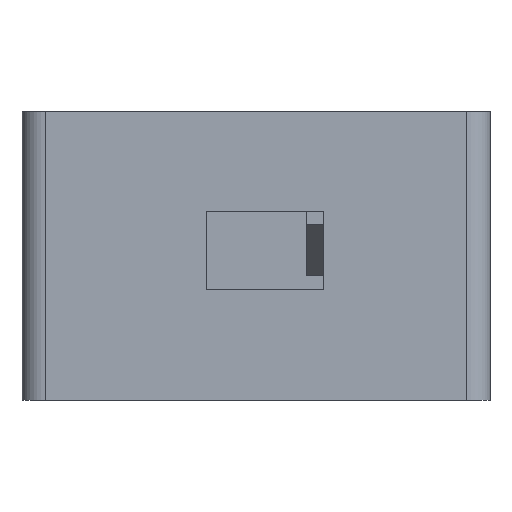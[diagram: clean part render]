
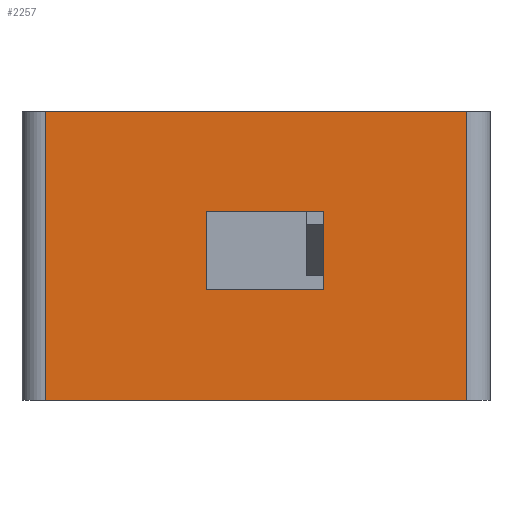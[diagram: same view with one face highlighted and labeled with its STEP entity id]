
A CAD part, left-side view. The second image highlights one B-rep face of the part: STEP entity #2257.
In plain terms, the highlighted planar face has unit normal (-1, 0, 0).
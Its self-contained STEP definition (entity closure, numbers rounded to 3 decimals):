
#29=FACE_BOUND('',#372,.T.);
#121=PLANE('',#2419);
#243=FACE_OUTER_BOUND('',#371,.T.);
#371=EDGE_LOOP('',(#2005,#2006,#2007,#2008));
#372=EDGE_LOOP('',(#2009,#2010,#2011,#2012));
#458=LINE('',#3167,#748);
#461=LINE('',#3173,#751);
#464=LINE('',#3179,#754);
#467=LINE('',#3183,#757);
#564=LINE('',#3378,#854);
#642=LINE('',#3554,#932);
#643=LINE('',#3557,#933);
#644=LINE('',#3560,#934);
#748=VECTOR('',#2554,10.);
#751=VECTOR('',#2559,10.);
#754=VECTOR('',#2564,10.);
#757=VECTOR('',#2569,10.);
#854=VECTOR('',#2710,10.);
#932=VECTOR('',#2918,10.);
#933=VECTOR('',#2921,10.);
#934=VECTOR('',#2926,10.);
#1055=VERTEX_POINT('',#3164);
#1056=VERTEX_POINT('',#3166);
#1058=VERTEX_POINT('',#3172);
#1060=VERTEX_POINT('',#3178);
#1135=VERTEX_POINT('',#3375);
#1136=VERTEX_POINT('',#3377);
#1169=VERTEX_POINT('',#3552);
#1170=VERTEX_POINT('',#3556);
#1268=EDGE_CURVE('',#1056,#1055,#458,.T.);
#1271=EDGE_CURVE('',#1058,#1056,#461,.T.);
#1274=EDGE_CURVE('',#1060,#1058,#464,.T.);
#1277=EDGE_CURVE('',#1055,#1060,#467,.T.);
#1377=EDGE_CURVE('',#1135,#1136,#564,.T.);
#1463=EDGE_CURVE('',#1169,#1135,#642,.T.);
#1464=EDGE_CURVE('',#1136,#1170,#643,.T.);
#1466=EDGE_CURVE('',#1170,#1169,#644,.T.);
#2005=ORIENTED_EDGE('',*,*,#1463,.F.);
#2006=ORIENTED_EDGE('',*,*,#1466,.F.);
#2007=ORIENTED_EDGE('',*,*,#1464,.F.);
#2008=ORIENTED_EDGE('',*,*,#1377,.F.);
#2009=ORIENTED_EDGE('',*,*,#1268,.T.);
#2010=ORIENTED_EDGE('',*,*,#1277,.T.);
#2011=ORIENTED_EDGE('',*,*,#1274,.T.);
#2012=ORIENTED_EDGE('',*,*,#1271,.T.);
#2257=ADVANCED_FACE('',(#243,#29),#121,.T.);
#2419=AXIS2_PLACEMENT_3D('',#3559,#2924,#2925);
#2554=DIRECTION('',(0.,0.,1.));
#2559=DIRECTION('',(0.,1.,0.));
#2564=DIRECTION('',(0.,0.,-1.));
#2569=DIRECTION('',(0.,-1.,0.));
#2710=DIRECTION('',(0.,-1.,0.));
#2918=DIRECTION('',(0.,0.,1.));
#2921=DIRECTION('',(0.,0.,-1.));
#2924=DIRECTION('center_axis',(-1.,0.,0.));
#2925=DIRECTION('ref_axis',(0.,-1.,0.));
#2926=DIRECTION('',(0.,1.,0.));
#3164=CARTESIAN_POINT('',(-45.,6.394,25.656));
#3166=CARTESIAN_POINT('',(-45.,6.394,15.656));
#3167=CARTESIAN_POINT('',(-45.,6.394,8.578));
#3172=CARTESIAN_POINT('',(-45.,-8.606,15.656));
#3173=CARTESIAN_POINT('',(-45.,10.697,15.656));
#3178=CARTESIAN_POINT('',(-45.,-8.606,25.656));
#3179=CARTESIAN_POINT('',(-45.,-8.606,13.578));
#3183=CARTESIAN_POINT('',(-45.,18.197,25.656));
#3375=CARTESIAN_POINT('',(-45.,27.,38.5));
#3377=CARTESIAN_POINT('',(-45.,-27.,38.5));
#3378=CARTESIAN_POINT('',(-45.,-30.,38.5));
#3552=CARTESIAN_POINT('',(-45.,27.,1.5));
#3554=CARTESIAN_POINT('',(-45.,27.,1.5));
#3556=CARTESIAN_POINT('',(-45.,-27.,1.5));
#3557=CARTESIAN_POINT('',(-45.,-27.,1.5));
#3559=CARTESIAN_POINT('Origin',(-45.,30.,1.5));
#3560=CARTESIAN_POINT('',(-45.,-30.,1.5));
